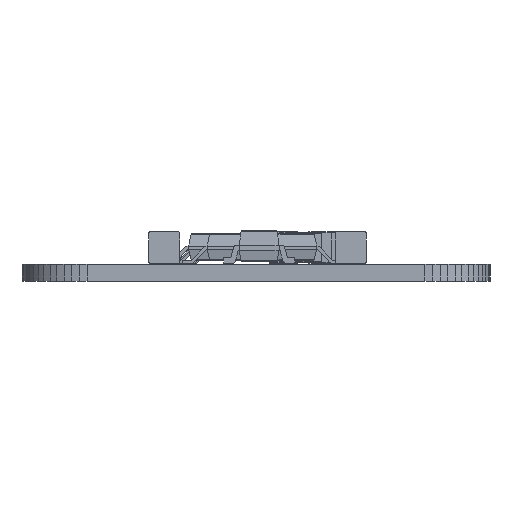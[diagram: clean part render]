
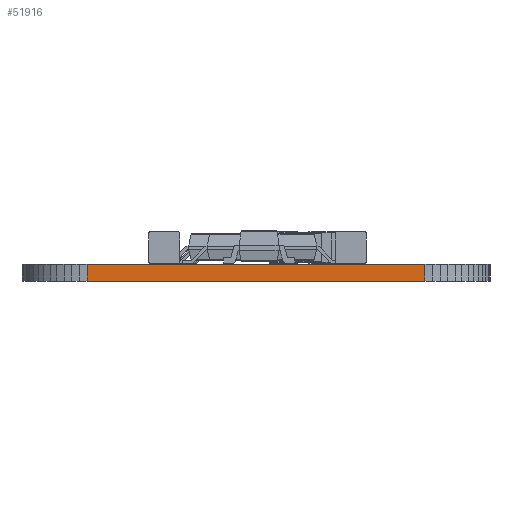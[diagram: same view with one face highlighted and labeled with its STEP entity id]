
A CAD part, front view. The second image highlights one B-rep face of the part: STEP entity #51916.
In plain terms, the highlighted planar face has unit normal (0, -1, 0).
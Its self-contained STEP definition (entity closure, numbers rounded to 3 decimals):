
#43165 = PLANE('',#43166);
#43166 = AXIS2_PLACEMENT_3D('',#43167,#43168,#43169);
#43167 = CARTESIAN_POINT('',(7.62,-34.093,0.68));
#43168 = DIRECTION('',(-0.,-0.,-1.));
#43169 = DIRECTION('',(-1.,0.,0.));
#43219 = PLANE('',#43220);
#43220 = AXIS2_PLACEMENT_3D('',#43221,#43222,#43223);
#43221 = CARTESIAN_POINT('',(7.62,-34.093,0.));
#43222 = DIRECTION('',(-0.,-0.,-1.));
#43223 = DIRECTION('',(-1.,0.,0.));
#44056 = VERTEX_POINT('',#44057);
#44057 = CARTESIAN_POINT('',(14.404,-71.194,0.));
#44071 = PLANE('',#44072);
#44072 = AXIS2_PLACEMENT_3D('',#44073,#44074,#44075);
#44073 = CARTESIAN_POINT('',(14.719,-71.175,0.));
#44074 = DIRECTION('',(0.06,-0.998,0.));
#44075 = DIRECTION('',(-0.998,-0.06,0.));
#44083 = EDGE_CURVE('',#44056,#44084,#44086,.T.);
#44084 = VERTEX_POINT('',#44085);
#44085 = CARTESIAN_POINT('',(0.836,-71.194,0.));
#44086 = SURFACE_CURVE('',#44087,(#44091,#44098),.PCURVE_S1.);
#44087 = LINE('',#44088,#44089);
#44088 = CARTESIAN_POINT('',(14.404,-71.194,0.));
#44089 = VECTOR('',#44090,1.);
#44090 = DIRECTION('',(-1.,0.,0.));
#44091 = PCURVE('',#43219,#44092);
#44092 = DEFINITIONAL_REPRESENTATION('',(#44093),#44097);
#44093 = LINE('',#44094,#44095);
#44094 = CARTESIAN_POINT('',(-6.784,-37.1));
#44095 = VECTOR('',#44096,1.);
#44096 = DIRECTION('',(1.,0.));
#44097 = ( GEOMETRIC_REPRESENTATION_CONTEXT(2) 
PARAMETRIC_REPRESENTATION_CONTEXT() REPRESENTATION_CONTEXT('2D SPACE',''
  ) );
#44098 = PCURVE('',#44099,#44104);
#44099 = PLANE('',#44100);
#44100 = AXIS2_PLACEMENT_3D('',#44101,#44102,#44103);
#44101 = CARTESIAN_POINT('',(14.404,-71.194,0.));
#44102 = DIRECTION('',(0.,-1.,0.));
#44103 = DIRECTION('',(-1.,0.,0.));
#44104 = DEFINITIONAL_REPRESENTATION('',(#44105),#44109);
#44105 = LINE('',#44106,#44107);
#44106 = CARTESIAN_POINT('',(0.,0.));
#44107 = VECTOR('',#44108,1.);
#44108 = DIRECTION('',(1.,0.));
#44109 = ( GEOMETRIC_REPRESENTATION_CONTEXT(2) 
PARAMETRIC_REPRESENTATION_CONTEXT() REPRESENTATION_CONTEXT('2D SPACE',''
  ) );
#44127 = PLANE('',#44128);
#44128 = AXIS2_PLACEMENT_3D('',#44129,#44130,#44131);
#44129 = CARTESIAN_POINT('',(0.836,-71.194,0.));
#44130 = DIRECTION('',(-0.06,-0.998,0.));
#44131 = DIRECTION('',(-0.998,0.06,0.));
#47827 = VERTEX_POINT('',#47828);
#47828 = CARTESIAN_POINT('',(14.404,-71.194,0.68));
#47849 = EDGE_CURVE('',#47827,#47850,#47852,.T.);
#47850 = VERTEX_POINT('',#47851);
#47851 = CARTESIAN_POINT('',(0.836,-71.194,0.68));
#47852 = SURFACE_CURVE('',#47853,(#47857,#47864),.PCURVE_S1.);
#47853 = LINE('',#47854,#47855);
#47854 = CARTESIAN_POINT('',(14.404,-71.194,0.68));
#47855 = VECTOR('',#47856,1.);
#47856 = DIRECTION('',(-1.,0.,0.));
#47857 = PCURVE('',#43165,#47858);
#47858 = DEFINITIONAL_REPRESENTATION('',(#47859),#47863);
#47859 = LINE('',#47860,#47861);
#47860 = CARTESIAN_POINT('',(-6.784,-37.1));
#47861 = VECTOR('',#47862,1.);
#47862 = DIRECTION('',(1.,0.));
#47863 = ( GEOMETRIC_REPRESENTATION_CONTEXT(2) 
PARAMETRIC_REPRESENTATION_CONTEXT() REPRESENTATION_CONTEXT('2D SPACE',''
  ) );
#47864 = PCURVE('',#44099,#47865);
#47865 = DEFINITIONAL_REPRESENTATION('',(#47866),#47870);
#47866 = LINE('',#47867,#47868);
#47867 = CARTESIAN_POINT('',(0.,-0.68));
#47868 = VECTOR('',#47869,1.);
#47869 = DIRECTION('',(1.,0.));
#47870 = ( GEOMETRIC_REPRESENTATION_CONTEXT(2) 
PARAMETRIC_REPRESENTATION_CONTEXT() REPRESENTATION_CONTEXT('2D SPACE',''
  ) );
#51868 = EDGE_CURVE('',#44056,#47827,#51869,.T.);
#51869 = SURFACE_CURVE('',#51870,(#51874,#51881),.PCURVE_S1.);
#51870 = LINE('',#51871,#51872);
#51871 = CARTESIAN_POINT('',(14.404,-71.194,0.));
#51872 = VECTOR('',#51873,1.);
#51873 = DIRECTION('',(0.,0.,1.));
#51874 = PCURVE('',#44071,#51875);
#51875 = DEFINITIONAL_REPRESENTATION('',(#51876),#51880);
#51876 = LINE('',#51877,#51878);
#51877 = CARTESIAN_POINT('',(0.316,0.));
#51878 = VECTOR('',#51879,1.);
#51879 = DIRECTION('',(0.,-1.));
#51880 = ( GEOMETRIC_REPRESENTATION_CONTEXT(2) 
PARAMETRIC_REPRESENTATION_CONTEXT() REPRESENTATION_CONTEXT('2D SPACE',''
  ) );
#51881 = PCURVE('',#44099,#51882);
#51882 = DEFINITIONAL_REPRESENTATION('',(#51883),#51887);
#51883 = LINE('',#51884,#51885);
#51884 = CARTESIAN_POINT('',(0.,0.));
#51885 = VECTOR('',#51886,1.);
#51886 = DIRECTION('',(0.,-1.));
#51887 = ( GEOMETRIC_REPRESENTATION_CONTEXT(2) 
PARAMETRIC_REPRESENTATION_CONTEXT() REPRESENTATION_CONTEXT('2D SPACE',''
  ) );
#51916 = ADVANCED_FACE('',(#51917),#44099,.T.);
#51917 = FACE_BOUND('',#51918,.T.);
#51918 = EDGE_LOOP('',(#51919,#51920,#51921,#51942));
#51919 = ORIENTED_EDGE('',*,*,#51868,.T.);
#51920 = ORIENTED_EDGE('',*,*,#47849,.T.);
#51921 = ORIENTED_EDGE('',*,*,#51922,.F.);
#51922 = EDGE_CURVE('',#44084,#47850,#51923,.T.);
#51923 = SURFACE_CURVE('',#51924,(#51928,#51935),.PCURVE_S1.);
#51924 = LINE('',#51925,#51926);
#51925 = CARTESIAN_POINT('',(0.836,-71.194,0.));
#51926 = VECTOR('',#51927,1.);
#51927 = DIRECTION('',(0.,0.,1.));
#51928 = PCURVE('',#44099,#51929);
#51929 = DEFINITIONAL_REPRESENTATION('',(#51930),#51934);
#51930 = LINE('',#51931,#51932);
#51931 = CARTESIAN_POINT('',(13.569,0.));
#51932 = VECTOR('',#51933,1.);
#51933 = DIRECTION('',(0.,-1.));
#51934 = ( GEOMETRIC_REPRESENTATION_CONTEXT(2) 
PARAMETRIC_REPRESENTATION_CONTEXT() REPRESENTATION_CONTEXT('2D SPACE',''
  ) );
#51935 = PCURVE('',#44127,#51936);
#51936 = DEFINITIONAL_REPRESENTATION('',(#51937),#51941);
#51937 = LINE('',#51938,#51939);
#51938 = CARTESIAN_POINT('',(0.,0.));
#51939 = VECTOR('',#51940,1.);
#51940 = DIRECTION('',(0.,-1.));
#51941 = ( GEOMETRIC_REPRESENTATION_CONTEXT(2) 
PARAMETRIC_REPRESENTATION_CONTEXT() REPRESENTATION_CONTEXT('2D SPACE',''
  ) );
#51942 = ORIENTED_EDGE('',*,*,#44083,.F.);
